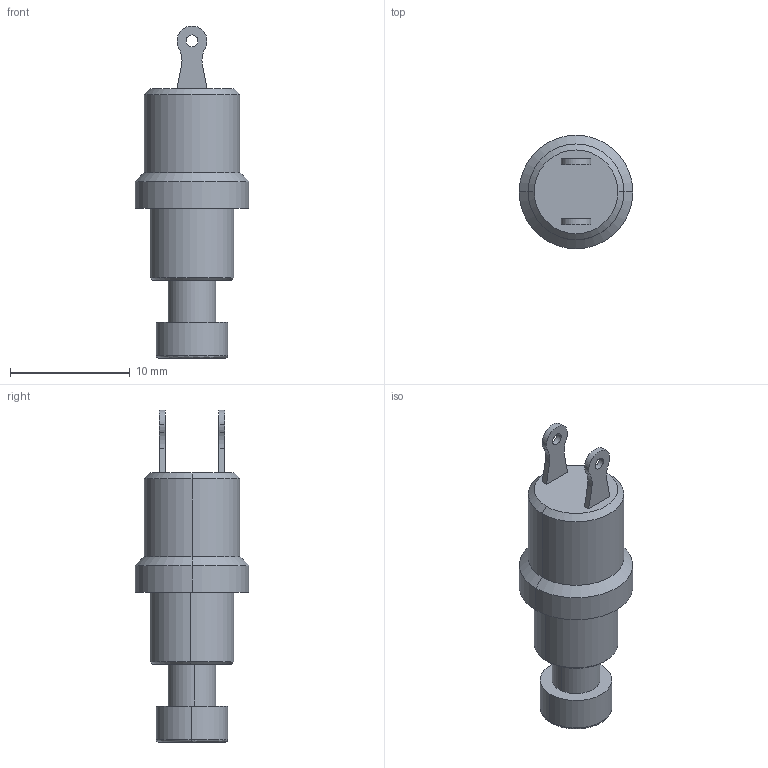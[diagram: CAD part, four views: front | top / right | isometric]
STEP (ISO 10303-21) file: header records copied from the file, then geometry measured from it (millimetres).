
FILE_DESCRIPTION (( 'STEP AP214' ), '1' );
FILE_NAME ('User Library-PBS-10B.STEP', '2018-11-06T08:30:07', ( '' ), ( '' ), 'SwSTEP 2.0', 'SolidWorks 2018', '' );
FILE_SCHEMA (( 'AUTOMOTIVE_DESIGN' ));
Length unit declared in the file: millimetre
Products named in the file (7): User Library-PBS-10B_pbs10_5__X2_041704150420041A0410041B041E_X0_; User Library-PBS-10B_pbs10_4; User Library-PBS-10B_pbs10_1; User Library-PBS-10B_pbs10_2; User Library-PBS-10B_pbs10_5; User Library-PBS-10B; User Library-PBS-10B_pbs10_3
Assembly tree (6 placements, depth 2):
  User Library-PBS-10B
    User Library-PBS-10B_pbs10_1
    User Library-PBS-10B_pbs10_5
    User Library-PBS-10B_pbs10_5__X2_041704150420041A0410041B041E_X0_
    User Library-PBS-10B_pbs10_2
    User Library-PBS-10B_pbs10_3
    User Library-PBS-10B_pbs10_4
Bounding box: 9.5 x 9.5 x 27.75 mm (x, y, z)
Volume: 922.5 mm3; surface area: 829.8 mm2
Topology: 6 solids, 6 shells, 52 faces, 110 edges, 70 vertices
Faces by surface type: cylinder 26, plane 18, cone 6, bspline 2
Entity records: 2300 total; most frequent: DIRECTION 284, CARTESIAN_POINT 277, ORIENTED_EDGE 220, AXIS2_PLACEMENT_3D 117, EDGE_CURVE 110, UNCERTAINTY_MEASURE_WITH_UNIT 71, VERTEX_POINT 70, PRESENTATION_STYLE_ASSIGNMENT 64
